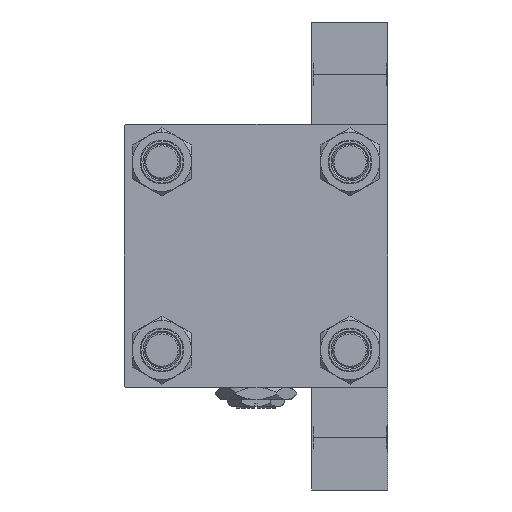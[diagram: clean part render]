
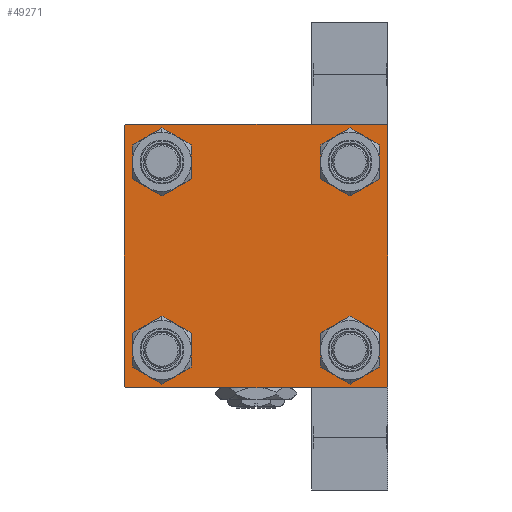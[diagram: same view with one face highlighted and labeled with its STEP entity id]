
A CAD part, left-side view. The second image highlights one B-rep face of the part: STEP entity #49271.
In plain terms, the highlighted planar face has unit normal (-1, 0, 0).
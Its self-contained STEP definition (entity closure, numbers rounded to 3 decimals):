
#1683 = LINE ( 'NONE', #6547, #27617 ) ;
#1941 = DIRECTION ( 'NONE',  ( 0., 0.707, -0.707 ) ) ;
#2064 = DIRECTION ( 'NONE',  ( 0., -1., 0. ) ) ;
#2932 = VECTOR ( 'NONE', #6034, 1000. ) ;
#2942 = EDGE_CURVE ( 'NONE', #49166, #13480, #28586, .T. ) ;
#3050 = CARTESIAN_POINT ( 'NONE',  ( 0., -32.15, -32.15 ) ) ;
#3628 = EDGE_LOOP ( 'NONE', ( #43440, #41656 ) ) ;
#3860 = ORIENTED_EDGE ( 'NONE', *, *, #45103, .T. ) ;
#4050 = FACE_BOUND ( 'NONE', #44724, .T. ) ;
#4418 = DIRECTION ( 'NONE',  ( 0., 0., -1. ) ) ;
#4848 = ORIENTED_EDGE ( 'NONE', *, *, #30144, .T. ) ;
#5133 = CIRCLE ( 'NONE', #39709, 6.5 ) ;
#5486 = CARTESIAN_POINT ( 'NONE',  ( 0., -32.15, 25.65 ) ) ;
#6034 = DIRECTION ( 'NONE',  ( 0., -1., 0. ) ) ;
#6417 = ORIENTED_EDGE ( 'NONE', *, *, #38804, .T. ) ;
#6543 = LINE ( 'NONE', #38224, #2932 ) ;
#6547 = CARTESIAN_POINT ( 'NONE',  ( 0., 44.75, 44.75 ) ) ;
#6614 = CARTESIAN_POINT ( 'NONE',  ( 0., -32.15, -25.65 ) ) ;
#6711 = CIRCLE ( 'NONE', #29751, 6.5 ) ;
#7143 = VERTEX_POINT ( 'NONE', #29286 ) ;
#7954 = CARTESIAN_POINT ( 'NONE',  ( 0., 32.15, -32.15 ) ) ;
#7965 = DIRECTION ( 'NONE',  ( 0., 0., 1. ) ) ;
#8680 = FACE_BOUND ( 'NONE', #49007, .T. ) ;
#8837 = VERTEX_POINT ( 'NONE', #38054 ) ;
#9751 = LINE ( 'NONE', #21597, #10124 ) ;
#9801 = EDGE_LOOP ( 'NONE', ( #23771, #13947, #23621, #3860, #16644, #47611, #26349, #17535 ) ) ;
#9905 = DIRECTION ( 'NONE',  ( 0., 0., 1. ) ) ;
#10124 = VECTOR ( 'NONE', #41170, 1000. ) ;
#10138 = DIRECTION ( 'NONE',  ( 1., 0., 0. ) ) ;
#10634 = EDGE_CURVE ( 'NONE', #37881, #49166, #31482, .T. ) ;
#10637 = CARTESIAN_POINT ( 'NONE',  ( 0., -32.15, 32.15 ) ) ;
#11600 = CARTESIAN_POINT ( 'NONE',  ( 0., 32.15, 32.15 ) ) ;
#12273 = VERTEX_POINT ( 'NONE', #6614 ) ;
#13318 = VERTEX_POINT ( 'NONE', #40084 ) ;
#13473 = CARTESIAN_POINT ( 'NONE',  ( 0., 32.15, -32.15 ) ) ;
#13480 = VERTEX_POINT ( 'NONE', #45486 ) ;
#13947 = ORIENTED_EDGE ( 'NONE', *, *, #2942, .T. ) ;
#14022 = DIRECTION ( 'NONE',  ( 1., 0., 0. ) ) ;
#14666 = ORIENTED_EDGE ( 'NONE', *, *, #15393, .T. ) ;
#14892 = LINE ( 'NONE', #39105, #14955 ) ;
#14927 = CARTESIAN_POINT ( 'NONE',  ( 0., 45., 44.5 ) ) ;
#14955 = VECTOR ( 'NONE', #27520, 1000. ) ;
#15137 = DIRECTION ( 'NONE',  ( 0., 0., 1. ) ) ;
#15393 = EDGE_CURVE ( 'NONE', #36332, #18980, #6711, .T. ) ;
#15777 = AXIS2_PLACEMENT_3D ( 'NONE', #29983, #14022, #9905 ) ;
#15799 = EDGE_CURVE ( 'NONE', #42384, #7143, #18029, .T. ) ;
#16161 = FACE_BOUND ( 'NONE', #50630, .T. ) ;
#16256 = CARTESIAN_POINT ( 'NONE',  ( 0., -45., 44.5 ) ) ;
#16632 = VERTEX_POINT ( 'NONE', #16256 ) ;
#16644 = ORIENTED_EDGE ( 'NONE', *, *, #48123, .F. ) ;
#16727 = EDGE_CURVE ( 'NONE', #16632, #7143, #45344, .T. ) ;
#17519 = DIRECTION ( 'NONE',  ( 0., 0.707, 0.707 ) ) ;
#17535 = ORIENTED_EDGE ( 'NONE', *, *, #31412, .T. ) ;
#17697 = ORIENTED_EDGE ( 'NONE', *, *, #33721, .T. ) ;
#17910 = VECTOR ( 'NONE', #4418, 1000. ) ;
#18029 = LINE ( 'NONE', #36586, #35520 ) ;
#18259 = DIRECTION ( 'NONE',  ( 0., 0., 1. ) ) ;
#18980 = VERTEX_POINT ( 'NONE', #42104 ) ;
#19144 = DIRECTION ( 'NONE',  ( 1., 0., 0. ) ) ;
#19819 = DIRECTION ( 'NONE',  ( 1., 0., 0. ) ) ;
#21258 = CARTESIAN_POINT ( 'NONE',  ( 0., 32.15, 32.15 ) ) ;
#21597 = CARTESIAN_POINT ( 'NONE',  ( 0., -45., 45. ) ) ;
#21678 = ORIENTED_EDGE ( 'NONE', *, *, #45606, .T. ) ;
#22014 = DIRECTION ( 'NONE',  ( 0., 0., 1. ) ) ;
#22760 = AXIS2_PLACEMENT_3D ( 'NONE', #7954, #19819, #15137 ) ;
#22906 = ORIENTED_EDGE ( 'NONE', *, *, #47531, .T. ) ;
#23000 = CARTESIAN_POINT ( 'NONE',  ( 0., 44.5, 45. ) ) ;
#23153 = EDGE_CURVE ( 'NONE', #12273, #38001, #34824, .T. ) ;
#23260 = CARTESIAN_POINT ( 'NONE',  ( 0., 45., 45. ) ) ;
#23373 = DIRECTION ( 'NONE',  ( 1., 0., 0. ) ) ;
#23621 = ORIENTED_EDGE ( 'NONE', *, *, #28498, .T. ) ;
#23639 = DIRECTION ( 'NONE',  ( 0., 0., 1. ) ) ;
#23771 = ORIENTED_EDGE ( 'NONE', *, *, #10634, .T. ) ;
#24690 = AXIS2_PLACEMENT_3D ( 'NONE', #11600, #35783, #7965 ) ;
#25241 = CARTESIAN_POINT ( 'NONE',  ( 0., 44.75, -44.75 ) ) ;
#25370 = AXIS2_PLACEMENT_3D ( 'NONE', #50673, #23373, #39075 ) ;
#26349 = ORIENTED_EDGE ( 'NONE', *, *, #15799, .F. ) ;
#27520 = DIRECTION ( 'NONE',  ( 0., -0.707, 0.707 ) ) ;
#27617 = VECTOR ( 'NONE', #1941, 1000. ) ;
#28054 = CARTESIAN_POINT ( 'NONE',  ( 0., -32.15, -38.65 ) ) ;
#28498 = EDGE_CURVE ( 'NONE', #13480, #32124, #6543, .T. ) ;
#28586 = LINE ( 'NONE', #25241, #32406 ) ;
#29236 = DIRECTION ( 'NONE',  ( 1., 0., 0. ) ) ;
#29286 = CARTESIAN_POINT ( 'NONE',  ( 0., -44.5, 45. ) ) ;
#29751 = AXIS2_PLACEMENT_3D ( 'NONE', #21258, #29236, #22014 ) ;
#29983 = CARTESIAN_POINT ( 'NONE',  ( 0., -32.15, 32.15 ) ) ;
#30144 = EDGE_CURVE ( 'NONE', #13318, #39465, #31801, .T. ) ;
#30345 = DIRECTION ( 'NONE',  ( 1., 0., 0. ) ) ;
#30633 = VECTOR ( 'NONE', #17519, 1000. ) ;
#31412 = EDGE_CURVE ( 'NONE', #42384, #37881, #1683, .T. ) ;
#31482 = LINE ( 'NONE', #23260, #17910 ) ;
#31503 = CARTESIAN_POINT ( 'NONE',  ( 0., 32.15, -38.65 ) ) ;
#31801 = CIRCLE ( 'NONE', #22760, 6.5 ) ;
#32119 = PLANE ( 'NONE',  #43750 ) ;
#32124 = VERTEX_POINT ( 'NONE', #35458 ) ;
#32406 = VECTOR ( 'NONE', #47907, 1000. ) ;
#32613 = AXIS2_PLACEMENT_3D ( 'NONE', #10637, #19144, #50033 ) ;
#33721 = EDGE_CURVE ( 'NONE', #50953, #37386, #37536, .T. ) ;
#34824 = CIRCLE ( 'NONE', #41409, 6.5 ) ;
#35458 = CARTESIAN_POINT ( 'NONE',  ( 0., -44.5, -45. ) ) ;
#35520 = VECTOR ( 'NONE', #2064, 1000. ) ;
#35728 = DIRECTION ( 'NONE',  ( -1., 0., 0. ) ) ;
#35783 = DIRECTION ( 'NONE',  ( 1., 0., 0. ) ) ;
#36185 = CIRCLE ( 'NONE', #24690, 6.5 ) ;
#36332 = VERTEX_POINT ( 'NONE', #39000 ) ;
#36586 = CARTESIAN_POINT ( 'NONE',  ( 0., 45., 45. ) ) ;
#36889 = EDGE_CURVE ( 'NONE', #38001, #12273, #40174, .T. ) ;
#37386 = VERTEX_POINT ( 'NONE', #47496 ) ;
#37536 = CIRCLE ( 'NONE', #32613, 6.5 ) ;
#37881 = VERTEX_POINT ( 'NONE', #14927 ) ;
#38001 = VERTEX_POINT ( 'NONE', #28054 ) ;
#38054 = CARTESIAN_POINT ( 'NONE',  ( 0., -45., -44.5 ) ) ;
#38224 = CARTESIAN_POINT ( 'NONE',  ( 0., 45., -45. ) ) ;
#38804 = EDGE_CURVE ( 'NONE', #18980, #36332, #36185, .T. ) ;
#39000 = CARTESIAN_POINT ( 'NONE',  ( 0., 32.15, 38.65 ) ) ;
#39075 = DIRECTION ( 'NONE',  ( 0., 0., 1. ) ) ;
#39105 = CARTESIAN_POINT ( 'NONE',  ( 0., -44.75, -44.75 ) ) ;
#39465 = VERTEX_POINT ( 'NONE', #31503 ) ;
#39709 = AXIS2_PLACEMENT_3D ( 'NONE', #13473, #10138, #45166 ) ;
#40084 = CARTESIAN_POINT ( 'NONE',  ( 0., 32.15, -25.65 ) ) ;
#40097 = FACE_BOUND ( 'NONE', #3628, .T. ) ;
#40174 = CIRCLE ( 'NONE', #25370, 6.5 ) ;
#40446 = CIRCLE ( 'NONE', #15777, 6.5 ) ;
#40714 = CARTESIAN_POINT ( 'NONE',  ( 0., -44.75, 44.75 ) ) ;
#41170 = DIRECTION ( 'NONE',  ( 0., 0., -1. ) ) ;
#41409 = AXIS2_PLACEMENT_3D ( 'NONE', #3050, #30345, #18259 ) ;
#41434 = CARTESIAN_POINT ( 'NONE',  ( 0., 45., -44.5 ) ) ;
#41656 = ORIENTED_EDGE ( 'NONE', *, *, #36889, .T. ) ;
#42104 = CARTESIAN_POINT ( 'NONE',  ( 0., 32.15, 25.65 ) ) ;
#42384 = VERTEX_POINT ( 'NONE', #23000 ) ;
#43440 = ORIENTED_EDGE ( 'NONE', *, *, #23153, .T. ) ;
#43710 = FACE_OUTER_BOUND ( 'NONE', #9801, .T. ) ;
#43750 = AXIS2_PLACEMENT_3D ( 'NONE', #43973, #35728, #23639 ) ;
#43973 = CARTESIAN_POINT ( 'NONE',  ( 0., 0., 0. ) ) ;
#44724 = EDGE_LOOP ( 'NONE', ( #21678, #17697 ) ) ;
#45103 = EDGE_CURVE ( 'NONE', #32124, #8837, #14892, .T. ) ;
#45166 = DIRECTION ( 'NONE',  ( 0., 0., 1. ) ) ;
#45344 = LINE ( 'NONE', #40714, #30633 ) ;
#45486 = CARTESIAN_POINT ( 'NONE',  ( 0., 44.5, -45. ) ) ;
#45606 = EDGE_CURVE ( 'NONE', #37386, #50953, #40446, .T. ) ;
#47496 = CARTESIAN_POINT ( 'NONE',  ( 0., -32.15, 38.65 ) ) ;
#47531 = EDGE_CURVE ( 'NONE', #39465, #13318, #5133, .T. ) ;
#47611 = ORIENTED_EDGE ( 'NONE', *, *, #16727, .T. ) ;
#47907 = DIRECTION ( 'NONE',  ( 0., -0.707, -0.707 ) ) ;
#48123 = EDGE_CURVE ( 'NONE', #16632, #8837, #9751, .T. ) ;
#49007 = EDGE_LOOP ( 'NONE', ( #4848, #22906 ) ) ;
#49166 = VERTEX_POINT ( 'NONE', #41434 ) ;
#49271 = ADVANCED_FACE ( 'NONE', ( #4050, #40097, #8680, #16161, #43710 ), #32119, .T. ) ;
#50033 = DIRECTION ( 'NONE',  ( 0., 0., 1. ) ) ;
#50630 = EDGE_LOOP ( 'NONE', ( #14666, #6417 ) ) ;
#50673 = CARTESIAN_POINT ( 'NONE',  ( 0., -32.15, -32.15 ) ) ;
#50953 = VERTEX_POINT ( 'NONE', #5486 ) ;
